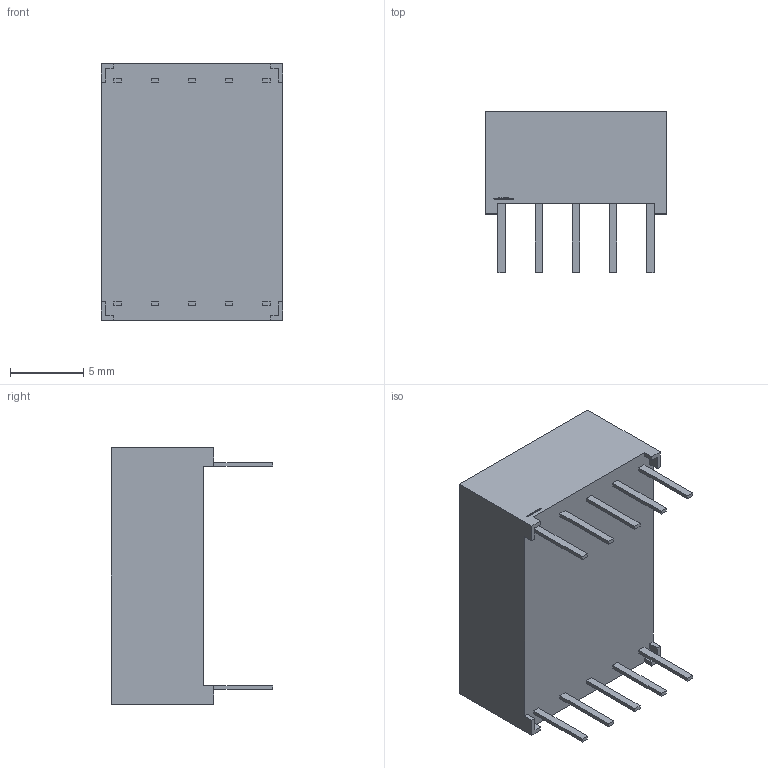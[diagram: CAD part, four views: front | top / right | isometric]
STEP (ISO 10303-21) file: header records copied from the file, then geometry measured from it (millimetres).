
FILE_DESCRIPTION (( 'STEP AP214' ), '1' );
FILE_NAME ('SC52-11EWA.STEP', '2024-08-07T09:38:39', ( '' ), ( '' ), 'SwSTEP 2.0', 'SolidWorks 2016', '' );
FILE_SCHEMA (( 'AUTOMOTIVE_DESIGN' ));
Length unit declared in the file: millimetre
Products named in the file (1): SC52-11EWA
Bounding box: 12.4 x 11 x 17.5 mm (x, y, z)
Volume: 1369.1 mm3; surface area: 902.8 mm2
Topology: 1 solids, 1 shells, 411 faces, 1089 edges, 726 vertices
Faces by surface type: plane 293, bspline 116, cylinder 2
Entity records: 21896 total; most frequent: CARTESIAN_POINT 8551, ORIENTED_EDGE 2178, DIRECTION 1453, EDGE_CURVE 1089, LINE 853, VECTOR 853, VERTEX_POINT 726, EDGE_LOOP 457
